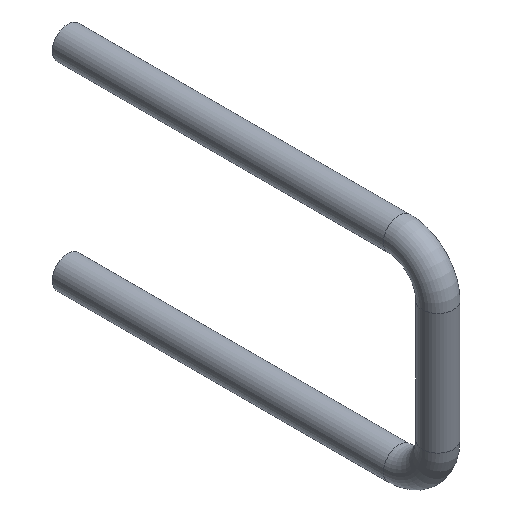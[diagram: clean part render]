
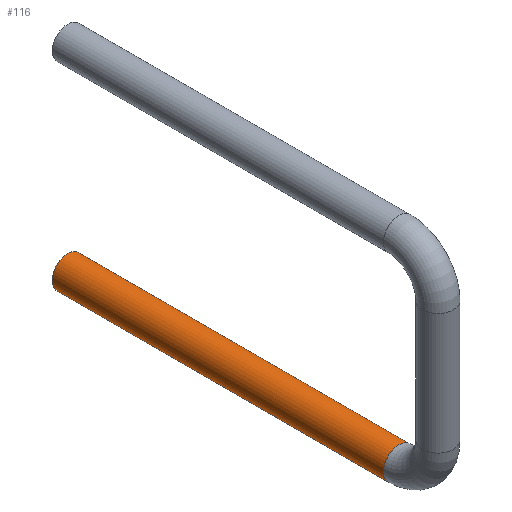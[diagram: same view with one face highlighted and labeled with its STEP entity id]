
A CAD part, isometric view. The second image highlights one B-rep face of the part: STEP entity #116.
In plain terms, the highlighted cylindrical face has radius 4 mm (diameter 8 mm), a full revolution.
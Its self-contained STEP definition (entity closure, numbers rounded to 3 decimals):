
#18=FACE_OUTER_BOUND('',#25,.T.);
#25=EDGE_LOOP('',(#75,#76,#77,#78,#79));
#32=LINE('',#213,#35);
#35=VECTOR('',#171,4.);
#38=CIRCLE('',#147,4.);
#39=CIRCLE('',#148,4.);
#40=CIRCLE('',#149,4.);
#50=VERTEX_POINT('',#210);
#51=VERTEX_POINT('',#212);
#52=VERTEX_POINT('',#214);
#60=EDGE_CURVE('',#50,#50,#38,.T.);
#61=EDGE_CURVE('',#50,#51,#32,.T.);
#62=EDGE_CURVE('',#51,#52,#39,.T.);
#63=EDGE_CURVE('',#52,#51,#40,.T.);
#75=ORIENTED_EDGE('',*,*,#60,.F.);
#76=ORIENTED_EDGE('',*,*,#61,.T.);
#77=ORIENTED_EDGE('',*,*,#62,.T.);
#78=ORIENTED_EDGE('',*,*,#63,.T.);
#79=ORIENTED_EDGE('',*,*,#61,.F.);
#105=CYLINDRICAL_SURFACE('',#146,4.);
#116=ADVANCED_FACE('',(#18),#105,.T.);
#146=AXIS2_PLACEMENT_3D('',#209,#167,#168);
#147=AXIS2_PLACEMENT_3D('',#211,#169,#170);
#148=AXIS2_PLACEMENT_3D('',#215,#172,#173);
#149=AXIS2_PLACEMENT_3D('',#216,#174,#175);
#167=DIRECTION('center_axis',(0.,1.,0.));
#168=DIRECTION('ref_axis',(1.,0.,0.));
#169=DIRECTION('center_axis',(0.,1.,0.));
#170=DIRECTION('ref_axis',(1.,0.,0.));
#171=DIRECTION('',(0.,-1.,0.));
#172=DIRECTION('center_axis',(0.,1.,0.));
#173=DIRECTION('ref_axis',(1.,0.,0.));
#174=DIRECTION('center_axis',(0.,1.,0.));
#175=DIRECTION('ref_axis',(1.,0.,0.));
#209=CARTESIAN_POINT('Origin',(0.,10.,-51.));
#210=CARTESIAN_POINT('',(-4.,95.,-51.));
#211=CARTESIAN_POINT('Origin',(0.,95.,-51.));
#212=CARTESIAN_POINT('',(-4.,10.,-51.));
#213=CARTESIAN_POINT('',(-4.,10.,-51.));
#214=CARTESIAN_POINT('',(0.,10.,-47.));
#215=CARTESIAN_POINT('Origin',(0.,10.,-51.));
#216=CARTESIAN_POINT('Origin',(0.,10.,-51.));
